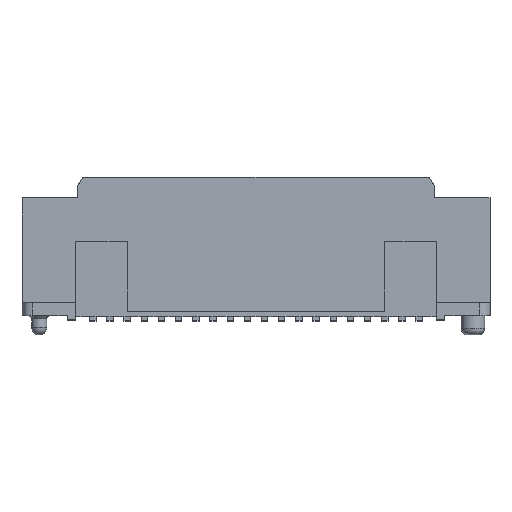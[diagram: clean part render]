
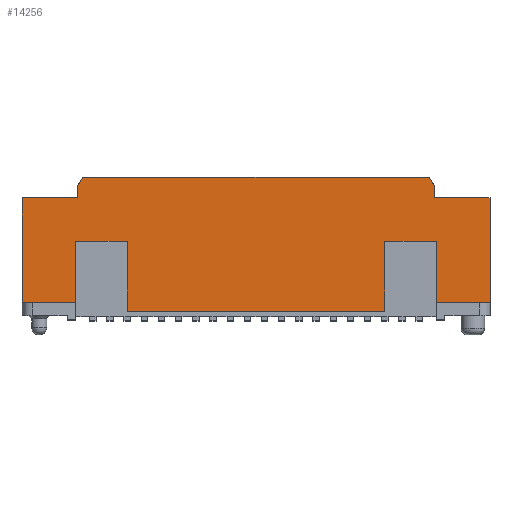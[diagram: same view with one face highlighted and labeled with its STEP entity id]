
A CAD part, top view. The second image highlights one B-rep face of the part: STEP entity #14256.
In plain terms, the highlighted planar face has unit normal (0, 0, 1).
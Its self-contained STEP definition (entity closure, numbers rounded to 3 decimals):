
#69=DIRECTION('',(0.,1.,0.));
#70=VECTOR('',#69,4.88);
#71=CARTESIAN_POINT('',(-10.9,0.8,2.5));
#72=LINE('13431',#71,#70);
#182=DIRECTION('',(1.,0.,0.));
#183=VECTOR('',#182,2.5);
#184=CARTESIAN_POINT('',(-10.9,0.8,2.5));
#185=LINE('13430',#184,#183);
#190=DIRECTION('',(0.,1.,0.));
#191=VECTOR('',#190,2.85);
#192=CARTESIAN_POINT('',(-8.4,0.8,2.5));
#193=LINE('13429',#192,#191);
#214=DIRECTION('',(-0.5,-0.866,0.));
#215=VECTOR('',#214,0.5);
#216=CARTESIAN_POINT('',(-8.075,6.65,2.5));
#217=LINE('13434',#216,#215);
#218=DIRECTION('',(-0.5,0.866,0.));
#219=VECTOR('',#218,0.5);
#220=CARTESIAN_POINT('',(8.325,6.217,2.5));
#221=LINE('13436',#220,#219);
#222=DIRECTION('',(0.,-1.,0.));
#223=VECTOR('',#222,4.88);
#224=CARTESIAN_POINT('',(10.9,5.68,2.5));
#225=LINE('13419',#224,#223);
#226=DIRECTION('',(-1.,0.,0.));
#227=VECTOR('',#226,12.);
#228=CARTESIAN_POINT('',(6.,0.4,2.5));
#229=LINE('13426',#228,#227);
#234=DIRECTION('',(0.,1.,0.));
#235=VECTOR('',#234,3.25);
#236=CARTESIAN_POINT('',(6.,0.4,2.5));
#237=LINE('13442',#236,#235);
#238=DIRECTION('',(1.,0.,0.));
#239=VECTOR('',#238,2.4);
#240=CARTESIAN_POINT('',(6.,3.65,2.5));
#241=LINE('13441',#240,#239);
#250=DIRECTION('',(0.,-1.,0.));
#251=VECTOR('',#250,2.85);
#252=CARTESIAN_POINT('',(8.4,3.65,2.5));
#253=LINE('13440',#252,#251);
#627=DIRECTION('',(1.,0.,0.));
#628=VECTOR('',#627,2.5);
#629=CARTESIAN_POINT('',(8.4,0.8,2.5));
#630=LINE('13439',#629,#628);
#664=DIRECTION('',(1.,0.,0.));
#665=VECTOR('',#664,2.575);
#666=CARTESIAN_POINT('',(8.325,5.68,2.5));
#667=LINE('13438',#666,#665);
#912=DIRECTION('',(0.,-1.,0.));
#913=VECTOR('',#912,0.537);
#914=CARTESIAN_POINT('',(8.325,6.217,2.5));
#915=LINE('13437',#914,#913);
#948=DIRECTION('',(1.,0.,0.));
#949=VECTOR('',#948,16.15);
#950=CARTESIAN_POINT('',(-8.075,6.65,2.5));
#951=LINE('13435',#950,#949);
#964=DIRECTION('',(0.,1.,0.));
#965=VECTOR('',#964,0.537);
#966=CARTESIAN_POINT('',(-8.325,5.68,2.5));
#967=LINE('13433',#966,#965);
#972=DIRECTION('',(1.,0.,0.));
#973=VECTOR('',#972,2.575);
#974=CARTESIAN_POINT('',(-10.9,5.68,2.5));
#975=LINE('13432',#974,#973);
#6476=DIRECTION('',(0.,-1.,0.));
#6477=VECTOR('',#6476,3.25);
#6478=CARTESIAN_POINT('',(-6.,3.65,2.5));
#6479=LINE('13427',#6478,#6477);
#6480=DIRECTION('',(1.,0.,0.));
#6481=VECTOR('',#6480,2.4);
#6482=CARTESIAN_POINT('',(-8.4,3.65,2.5));
#6483=LINE('13428',#6482,#6481);
#10657=CARTESIAN_POINT('',(10.9,0.8,2.5));
#10658=VERTEX_POINT('',#10657);
#10673=CARTESIAN_POINT('',(10.9,5.68,2.5));
#10674=VERTEX_POINT('',#10673);
#10683=CARTESIAN_POINT('',(6.,0.4,2.5));
#10684=CARTESIAN_POINT('',(-6.,0.4,2.5));
#10685=VERTEX_POINT('',#10683);
#10686=VERTEX_POINT('',#10684);
#10687=CARTESIAN_POINT('',(-6.,3.65,2.5));
#10688=VERTEX_POINT('',#10687);
#10689=CARTESIAN_POINT('',(-8.4,3.65,2.5));
#10690=VERTEX_POINT('',#10689);
#10691=CARTESIAN_POINT('',(-8.4,0.8,2.5));
#10692=VERTEX_POINT('',#10691);
#10693=CARTESIAN_POINT('',(-10.9,0.8,2.5));
#10694=VERTEX_POINT('',#10693);
#10695=CARTESIAN_POINT('',(-10.9,5.68,2.5));
#10696=VERTEX_POINT('',#10695);
#10697=CARTESIAN_POINT('',(-8.325,5.68,2.5));
#10698=VERTEX_POINT('',#10697);
#10699=CARTESIAN_POINT('',(-8.325,6.217,2.5));
#10700=VERTEX_POINT('',#10699);
#10701=CARTESIAN_POINT('',(-8.075,6.65,2.5));
#10702=VERTEX_POINT('',#10701);
#10703=CARTESIAN_POINT('',(8.075,6.65,2.5));
#10704=VERTEX_POINT('',#10703);
#10705=CARTESIAN_POINT('',(8.325,6.217,2.5));
#10706=VERTEX_POINT('',#10705);
#10707=CARTESIAN_POINT('',(8.325,5.68,2.5));
#10708=VERTEX_POINT('',#10707);
#10709=CARTESIAN_POINT('',(8.4,0.8,2.5));
#10710=VERTEX_POINT('',#10709);
#10711=CARTESIAN_POINT('',(8.4,3.65,2.5));
#10712=VERTEX_POINT('',#10711);
#10713=CARTESIAN_POINT('',(6.,3.65,2.5));
#10714=VERTEX_POINT('',#10713);
#14216=CARTESIAN_POINT('',(0.,3.525,2.5));
#14217=DIRECTION('',(0.,0.,1.));
#14218=DIRECTION('',(1.,0.,0.));
#14219=AXIS2_PLACEMENT_3D('',#14216,#14217,#14218);
#14220=PLANE('12453',#14219);
#14222=ORIENTED_EDGE('13426',*,*,#14221,.T.);
#14224=ORIENTED_EDGE('13427',*,*,#14223,.F.);
#14226=ORIENTED_EDGE('13428',*,*,#14225,.F.);
#14227=ORIENTED_EDGE('13429',*,*,#14193,.F.);
#14228=ORIENTED_EDGE('13430',*,*,#14182,.F.);
#14229=ORIENTED_EDGE('13431',*,*,#14047,.T.);
#14231=ORIENTED_EDGE('13432',*,*,#14230,.T.);
#14233=ORIENTED_EDGE('13433',*,*,#14232,.T.);
#14235=ORIENTED_EDGE('13434',*,*,#14234,.F.);
#14237=ORIENTED_EDGE('13435',*,*,#14236,.T.);
#14239=ORIENTED_EDGE('13436',*,*,#14238,.F.);
#14241=ORIENTED_EDGE('13437',*,*,#14240,.T.);
#14243=ORIENTED_EDGE('13438',*,*,#14242,.T.);
#14245=ORIENTED_EDGE('13419',*,*,#14244,.T.);
#14247=ORIENTED_EDGE('13439',*,*,#14246,.F.);
#14249=ORIENTED_EDGE('13440',*,*,#14248,.F.);
#14251=ORIENTED_EDGE('13441',*,*,#14250,.F.);
#14253=ORIENTED_EDGE('13442',*,*,#14252,.F.);
#14254=EDGE_LOOP('12453',(#14222,#14224,#14226,#14227,#14228,#14229,#14231,
#14233,#14235,#14237,#14239,#14241,#14243,#14245,#14247,#14249,#14251,#14253));
#14255=FACE_OUTER_BOUND('12453',#14254,.F.);
#14256=ADVANCED_FACE('12453',(#14255),#14220,.T.);
#14047=EDGE_CURVE('13431',#10694,#10696,#72,.T.);
#14182=EDGE_CURVE('13430',#10694,#10692,#185,.T.);
#14193=EDGE_CURVE('13429',#10692,#10690,#193,.T.);
#14221=EDGE_CURVE('13426',#10685,#10686,#229,.T.);
#14223=EDGE_CURVE('13427',#10688,#10686,#6479,.T.);
#14225=EDGE_CURVE('13428',#10690,#10688,#6483,.T.);
#14230=EDGE_CURVE('13432',#10696,#10698,#975,.T.);
#14232=EDGE_CURVE('13433',#10698,#10700,#967,.T.);
#14234=EDGE_CURVE('13434',#10702,#10700,#217,.T.);
#14236=EDGE_CURVE('13435',#10702,#10704,#951,.T.);
#14238=EDGE_CURVE('13436',#10706,#10704,#221,.T.);
#14240=EDGE_CURVE('13437',#10706,#10708,#915,.T.);
#14242=EDGE_CURVE('13438',#10708,#10674,#667,.T.);
#14244=EDGE_CURVE('13419',#10674,#10658,#225,.T.);
#14246=EDGE_CURVE('13439',#10710,#10658,#630,.T.);
#14248=EDGE_CURVE('13440',#10712,#10710,#253,.T.);
#14250=EDGE_CURVE('13441',#10714,#10712,#241,.T.);
#14252=EDGE_CURVE('13442',#10685,#10714,#237,.T.);
